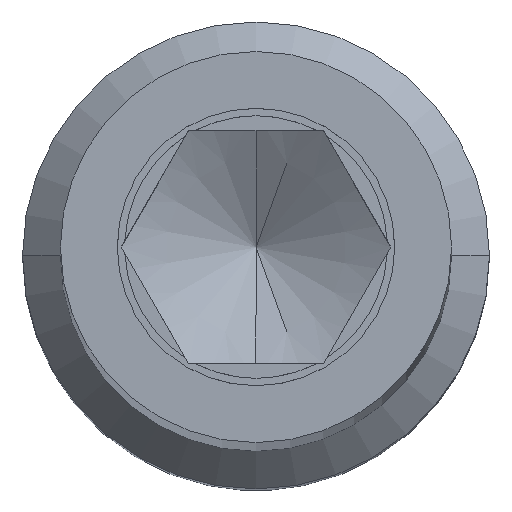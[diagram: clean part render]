
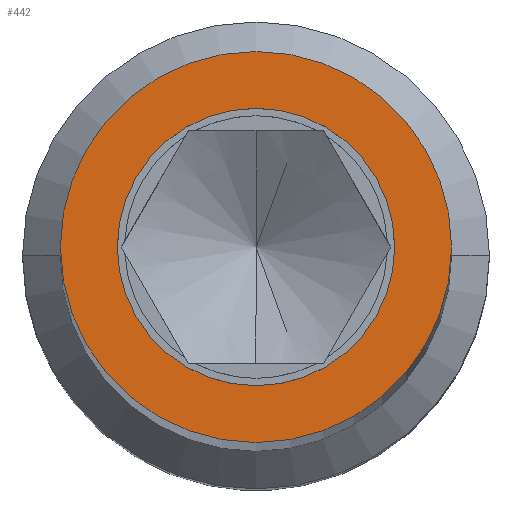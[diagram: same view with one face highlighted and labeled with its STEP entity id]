
A CAD part, top view. The second image highlights one B-rep face of the part: STEP entity #442.
In plain terms, the highlighted planar face has unit normal (0, 0, 1).
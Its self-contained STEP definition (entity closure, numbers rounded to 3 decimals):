
#442=ADVANCED_FACE('',(#1032,#1033),#1034,.T.);
#526=VERTEX_POINT('',#1143);
#534=VERTEX_POINT('',#1151);
#538=EDGE_CURVE('',#526,#534,#1155,.T.);
#586=VERTEX_POINT('',#1203);
#594=VERTEX_POINT('',#1211);
#598=EDGE_CURVE('',#586,#594,#1215,.T.);
#722=EDGE_CURVE('',#594,#586,#1339,.T.);
#786=EDGE_CURVE('',#534,#526,#1403,.T.);
#1032=FACE_OUTER_BOUND('',#1658,.T.);
#1033=FACE_BOUND('',#1659,.T.);
#1034=PLANE('',#1660);
#1143=CARTESIAN_POINT('',(-6.7,0.,241.0));
#1151=CARTESIAN_POINT('',(6.7,0.,241.0));
#1155=CIRCLE('',#1815,6.7);
#1203=CARTESIAN_POINT('',(4.75,0.,241.0));
#1211=CARTESIAN_POINT('',(-4.75,0.0,241.0));
#1215=CIRCLE('',#1899,4.75);
#1339=CIRCLE('',#2076,4.75);
#1403=CIRCLE('',#2190,6.7);
#1658=EDGE_LOOP('',(#2721,#2722));
#1659=EDGE_LOOP('',(#2723,#2724));
#1660=AXIS2_PLACEMENT_3D('',#2725,#2726,#2727);
#1815=AXIS2_PLACEMENT_3D('',#2858,#2859,#2860);
#1899=AXIS2_PLACEMENT_3D('',#2890,#2891,#2892);
#2076=AXIS2_PLACEMENT_3D('',#2959,#2960,#2961);
#2190=AXIS2_PLACEMENT_3D('',#2989,#2990,#2991);
#2721=ORIENTED_EDGE('',*,*,#538,.T.);
#2722=ORIENTED_EDGE('',*,*,#786,.T.);
#2723=ORIENTED_EDGE('',*,*,#722,.T.);
#2724=ORIENTED_EDGE('',*,*,#598,.T.);
#2725=CARTESIAN_POINT('',(-3.35,0.,241.0));
#2726=DIRECTION('',(0.0,0.0,1.0));
#2727=DIRECTION('',(1.0,-0.0,0.0));
#2858=CARTESIAN_POINT('',(0.0,0.,241.0));
#2859=DIRECTION('',(0.0,0.0,1.0));
#2860=DIRECTION('',(-1.0,0.,0.0));
#2890=CARTESIAN_POINT('',(0.0,0.0,241.0));
#2891=DIRECTION('',(0.0,0.0,-1.0));
#2892=DIRECTION('',(1.0,0.0,0.0));
#2959=CARTESIAN_POINT('',(0.0,0.0,241.0));
#2960=DIRECTION('',(0.0,0.0,-1.0));
#2961=DIRECTION('',(1.0,0.0,0.0));
#2989=CARTESIAN_POINT('',(0.0,0.,241.0));
#2990=DIRECTION('',(0.0,0.0,1.0));
#2991=DIRECTION('',(-1.0,0.,0.0));
